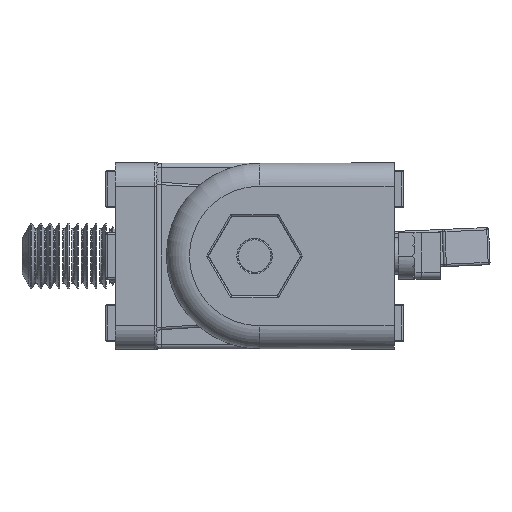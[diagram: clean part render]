
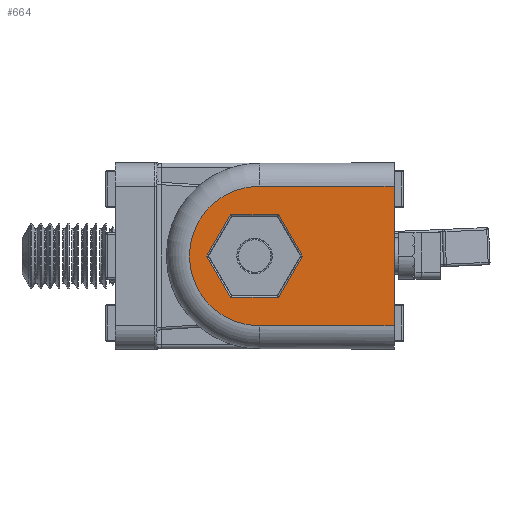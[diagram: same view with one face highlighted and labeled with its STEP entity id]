
A CAD part, left-side view. The second image highlights one B-rep face of the part: STEP entity #664.
In plain terms, the highlighted planar face has unit normal (-1, 0, 0).
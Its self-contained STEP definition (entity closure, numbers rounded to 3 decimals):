
#664 = ADVANCED_FACE ( 'NONE', ( #25339, #25342 ), #7196, .F. ) ;
#2299 = AXIS2_PLACEMENT_3D ( 'NONE', #7205, #7198, #7199 ) ;
#6907 = CIRCLE ( 'NONE', #28378, 15. ) ;
#6909 = LINE ( 'NONE', #34936, #6911 ) ;
#6910 = LINE ( 'NONE', #34947, #6920 ) ;
#6911 = VECTOR ( 'NONE', #34937, 1000. ) ;
#6912 = LINE ( 'NONE', #34945, #6914 ) ;
#6913 = LINE ( 'NONE', #34951, #6916 ) ;
#6914 = VECTOR ( 'NONE', #34941, 1000. ) ;
#6915 = LINE ( 'NONE', #34953, #6918 ) ;
#6916 = VECTOR ( 'NONE', #34952, 1000. ) ;
#6917 = LINE ( 'NONE', #34957, #6924 ) ;
#6918 = VECTOR ( 'NONE', #34955, 1000. ) ;
#6920 = VECTOR ( 'NONE', #34956, 1000. ) ;
#6922 = LINE ( 'NONE', #34969, #6923 ) ;
#6923 = VECTOR ( 'NONE', #34970, 1000. ) ;
#6924 = VECTOR ( 'NONE', #34964, 1000. ) ;
#6925 = LINE ( 'NONE', #34971, #6929 ) ;
#6928 = LINE ( 'NONE', #34985, #6931 ) ;
#6929 = VECTOR ( 'NONE', #34978, 1000. ) ;
#6931 = VECTOR ( 'NONE', #34987, 1000. ) ;
#7196 = PLANE ( 'NONE',  #2299 ) ;
#7198 = DIRECTION ( 'NONE',  ( 1., 0., 0. ) ) ;
#7199 = DIRECTION ( 'NONE',  ( 0., 0., -1. ) ) ;
#7205 = CARTESIAN_POINT ( 'NONE',  ( -20.767, -14.747, 19.904 ) ) ;
#13859 = ORIENTED_EDGE ( 'NONE', *, *, #17900, .T. ) ;
#13860 = ORIENTED_EDGE ( 'NONE', *, *, #17912, .T. ) ;
#13870 = ORIENTED_EDGE ( 'NONE', *, *, #17896, .T. ) ;
#13871 = ORIENTED_EDGE ( 'NONE', *, *, #17897, .T. ) ;
#13872 = ORIENTED_EDGE ( 'NONE', *, *, #17898, .T. ) ;
#13873 = ORIENTED_EDGE ( 'NONE', *, *, #17899, .F. ) ;
#13874 = ORIENTED_EDGE ( 'NONE', *, *, #17901, .T. ) ;
#13875 = ORIENTED_EDGE ( 'NONE', *, *, #17904, .T. ) ;
#13876 = ORIENTED_EDGE ( 'NONE', *, *, #17906, .T. ) ;
#13877 = ORIENTED_EDGE ( 'NONE', *, *, #17909, .T. ) ;
#17896 = EDGE_CURVE ( 'NONE', #31434, #31443, #6909, .T. ) ;
#17897 = EDGE_CURVE ( 'NONE', #31465, #31434, #6907, .T. ) ;
#17898 = EDGE_CURVE ( 'NONE', #31444, #31465, #6912, .T. ) ;
#17899 = EDGE_CURVE ( 'NONE', #31444, #31443, #6913, .T. ) ;
#17900 = EDGE_CURVE ( 'NONE', #31459, #31460, #6915, .T. ) ;
#17901 = EDGE_CURVE ( 'NONE', #31448, #31459, #6910, .T. ) ;
#17904 = EDGE_CURVE ( 'NONE', #31462, #31448, #6917, .T. ) ;
#17906 = EDGE_CURVE ( 'NONE', #31440, #31462, #6922, .T. ) ;
#17909 = EDGE_CURVE ( 'NONE', #31447, #31440, #6925, .T. ) ;
#17912 = EDGE_CURVE ( 'NONE', #31460, #31447, #6928, .T. ) ;
#22730 = CARTESIAN_POINT ( 'NONE',  ( -20.767, 5.253, -15.096 ) ) ;
#22736 = CARTESIAN_POINT ( 'NONE',  ( -20.767, 1.114, 8.804 ) ) ;
#22739 = CARTESIAN_POINT ( 'NONE',  ( -20.767, -23.747, -15.096 ) ) ;
#22740 = CARTESIAN_POINT ( 'NONE',  ( -20.767, -23.747, 14.904 ) ) ;
#22743 = CARTESIAN_POINT ( 'NONE',  ( -20.767, 11.391, 8.804 ) ) ;
#22744 = CARTESIAN_POINT ( 'NONE',  ( -20.767, 1.114, -8.996 ) ) ;
#22755 = CARTESIAN_POINT ( 'NONE',  ( -20.767, 11.391, -8.996 ) ) ;
#22756 = CARTESIAN_POINT ( 'NONE',  ( -20.767, 16.53, -0.096 ) ) ;
#22758 = CARTESIAN_POINT ( 'NONE',  ( -20.767, -4.024, -0.096 ) ) ;
#22761 = CARTESIAN_POINT ( 'NONE',  ( -20.767, 5.253, 14.904 ) ) ;
#25339 = FACE_BOUND ( 'NONE', #36912, .T. ) ;
#25342 = FACE_OUTER_BOUND ( 'NONE', #36909, .T. ) ;
#28378 = AXIS2_PLACEMENT_3D ( 'NONE', #34948, #34949, #34950 ) ;
#31434 = VERTEX_POINT ( 'NONE', #22730 ) ;
#31440 = VERTEX_POINT ( 'NONE', #22736 ) ;
#31443 = VERTEX_POINT ( 'NONE', #22739 ) ;
#31444 = VERTEX_POINT ( 'NONE', #22740 ) ;
#31447 = VERTEX_POINT ( 'NONE', #22743 ) ;
#31448 = VERTEX_POINT ( 'NONE', #22744 ) ;
#31459 = VERTEX_POINT ( 'NONE', #22755 ) ;
#31460 = VERTEX_POINT ( 'NONE', #22756 ) ;
#31462 = VERTEX_POINT ( 'NONE', #22758 ) ;
#31465 = VERTEX_POINT ( 'NONE', #22761 ) ;
#34936 = CARTESIAN_POINT ( 'NONE',  ( -20.767, -23.747, -15.096 ) ) ;
#34937 = DIRECTION ( 'NONE',  ( 0., -1., 0. ) ) ;
#34941 = DIRECTION ( 'NONE',  ( 0., 1., 0. ) ) ;
#34945 = CARTESIAN_POINT ( 'NONE',  ( -20.767, -14.747, 14.904 ) ) ;
#34947 = CARTESIAN_POINT ( 'NONE',  ( -20.767, -14.747, -8.996 ) ) ;
#34948 = CARTESIAN_POINT ( 'NONE',  ( -20.767, 5.253, -0.096 ) ) ;
#34949 = DIRECTION ( 'NONE',  ( -1., 0., 0. ) ) ;
#34950 = DIRECTION ( 'NONE',  ( 0., 0., -1. ) ) ;
#34951 = CARTESIAN_POINT ( 'NONE',  ( -20.767, -23.747, 19.904 ) ) ;
#34952 = DIRECTION ( 'NONE',  ( 0., 0., -1. ) ) ;
#34953 = CARTESIAN_POINT ( 'NONE',  ( -20.767, 17.371, 1.361 ) ) ;
#34955 = DIRECTION ( 'NONE',  ( 0., 0.5, 0.866 ) ) ;
#34956 = DIRECTION ( 'NONE',  ( 0., 1., 0. ) ) ;
#34957 = CARTESIAN_POINT ( 'NONE',  ( -20.767, -15.365, 19.547 ) ) ;
#34964 = DIRECTION ( 'NONE',  ( 0., 0.5, -0.866 ) ) ;
#34969 = CARTESIAN_POINT ( 'NONE',  ( -20.767, 1.955, 10.261 ) ) ;
#34970 = DIRECTION ( 'NONE',  ( 0., -0.5, -0.866 ) ) ;
#34971 = CARTESIAN_POINT ( 'NONE',  ( -20.767, -14.747, 8.804 ) ) ;
#34978 = DIRECTION ( 'NONE',  ( 0., -1., 0. ) ) ;
#34985 = CARTESIAN_POINT ( 'NONE',  ( -20.767, 0.05, 28.447 ) ) ;
#34987 = DIRECTION ( 'NONE',  ( 0., -0.5, 0.866 ) ) ;
#36909 = EDGE_LOOP ( 'NONE', ( #13873, #13872, #13871, #13870 ) ) ;
#36912 = EDGE_LOOP ( 'NONE', ( #13859, #13860, #13877, #13876, #13875, #13874 ) ) ;
